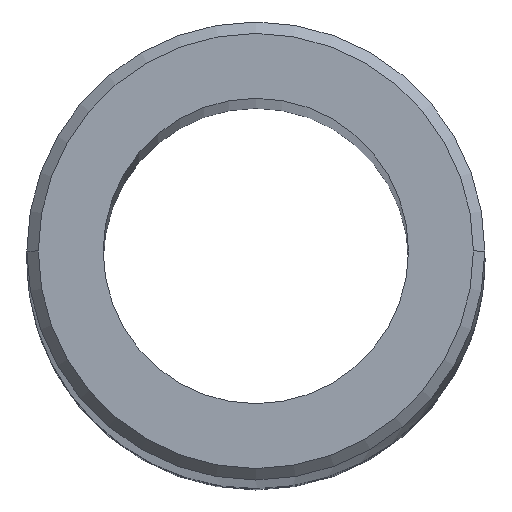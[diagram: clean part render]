
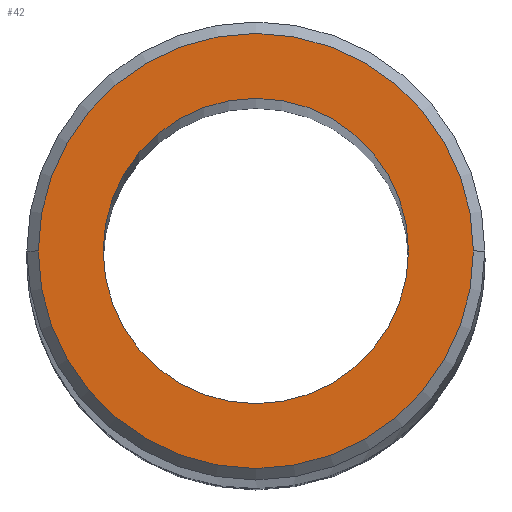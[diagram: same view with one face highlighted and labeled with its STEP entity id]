
A CAD part, top view. The second image highlights one B-rep face of the part: STEP entity #42.
In plain terms, the highlighted planar face has unit normal (0, 0, 1).
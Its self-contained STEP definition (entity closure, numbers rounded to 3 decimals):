
#32 = PLANE ( 'NONE',  #100 ) ;
#42 = ADVANCED_FACE ( 'NONE', ( #62, #101 ), #32, .T. ) ;
#43 = ORIENTED_EDGE ( 'NONE', *, *, #158, .T. ) ;
#51 = ORIENTED_EDGE ( 'NONE', *, *, #133, .F. ) ;
#62 = FACE_BOUND ( 'NONE', #134, .T. ) ;
#63 = VERTEX_POINT ( 'NONE', #297 ) ;
#100 = AXIS2_PLACEMENT_3D ( 'NONE', #272, #211, #210 ) ;
#101 = FACE_OUTER_BOUND ( 'NONE', #137, .T. ) ;
#133 = EDGE_CURVE ( 'NONE', #195, #191, #749, .T. ) ;
#134 = EDGE_LOOP ( 'NONE', ( #51, #157 ) ) ;
#137 = EDGE_LOOP ( 'NONE', ( #43, #240 ) ) ;
#157 = ORIENTED_EDGE ( 'NONE', *, *, #196, .F. ) ;
#158 = EDGE_CURVE ( 'NONE', #221, #63, #952, .T. ) ;
#191 = VERTEX_POINT ( 'NONE', #1082 ) ;
#195 = VERTEX_POINT ( 'NONE', #1083 ) ;
#196 = EDGE_CURVE ( 'NONE', #191, #195, #1078, .T. ) ;
#210 = DIRECTION ( 'NONE',  ( 1., 0., 0. ) ) ;
#211 = DIRECTION ( 'NONE',  ( 0., 0., 1. ) ) ;
#221 = VERTEX_POINT ( 'NONE', #1156 ) ;
#224 = EDGE_CURVE ( 'NONE', #63, #221, #1157, .T. ) ;
#240 = ORIENTED_EDGE ( 'NONE', *, *, #224, .T. ) ;
#272 = CARTESIAN_POINT ( 'NONE',  ( 0., 0., 75. ) ) ;
#297 = CARTESIAN_POINT ( 'NONE',  ( 5.7, 0., 75. ) ) ;
#687 = CARTESIAN_POINT ( 'NONE',  ( 0., 0., 75. ) ) ;
#688 = AXIS2_PLACEMENT_3D ( 'NONE', #687, #697, #696 ) ;
#696 = DIRECTION ( 'NONE',  ( 1., 0., 0. ) ) ;
#697 = DIRECTION ( 'NONE',  ( 0., 0., 1. ) ) ;
#749 = CIRCLE ( 'NONE', #688, 4. ) ;
#950 = DIRECTION ( 'NONE',  ( 0., 0., 1. ) ) ;
#951 = AXIS2_PLACEMENT_3D ( 'NONE', #964, #950, #975 ) ;
#952 = CIRCLE ( 'NONE', #951, 5.7 ) ;
#964 = CARTESIAN_POINT ( 'NONE',  ( 0., 0., 75. ) ) ;
#975 = DIRECTION ( 'NONE',  ( 1., 0., 0. ) ) ;
#997 = DIRECTION ( 'NONE',  ( 1., 0., 0. ) ) ;
#998 = DIRECTION ( 'NONE',  ( 0., 0., 1. ) ) ;
#1015 = CARTESIAN_POINT ( 'NONE',  ( 0., 0., 75. ) ) ;
#1025 = AXIS2_PLACEMENT_3D ( 'NONE', #1015, #998, #997 ) ;
#1049 = DIRECTION ( 'NONE',  ( 1., 0., 0. ) ) ;
#1078 = CIRCLE ( 'NONE', #1185, 4. ) ;
#1079 = CARTESIAN_POINT ( 'NONE',  ( 0., 0., 75. ) ) ;
#1082 = CARTESIAN_POINT ( 'NONE',  ( -4., 0., 75. ) ) ;
#1083 = CARTESIAN_POINT ( 'NONE',  ( 4., 0., 75. ) ) ;
#1156 = CARTESIAN_POINT ( 'NONE',  ( -5.7, 0., 75. ) ) ;
#1157 = CIRCLE ( 'NONE', #1025, 5.7 ) ;
#1181 = DIRECTION ( 'NONE',  ( 0., 0., 1. ) ) ;
#1185 = AXIS2_PLACEMENT_3D ( 'NONE', #1079, #1181, #1049 ) ;
